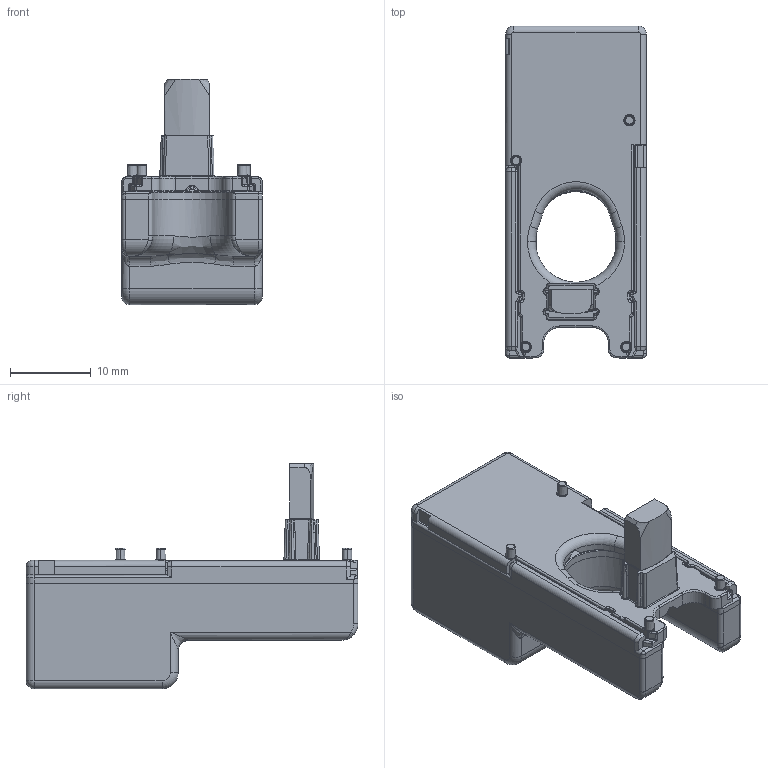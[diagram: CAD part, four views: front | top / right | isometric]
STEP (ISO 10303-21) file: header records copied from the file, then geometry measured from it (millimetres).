
FILE_DESCRIPTION (( 'STEP AP214' ), '1' );
FILE_NAME ('8880210 CMS120CA.STEP', '2016-03-17T07:21:10', ( '' ), ( '' ), 'SwSTEP 2.0', 'SolidWorks 2015', '' );
FILE_SCHEMA (( 'AUTOMOTIVE_DESIGN' ));
Length unit declared in the file: millimetre
Products named in the file (10): 8880325_8880325; 8880159_8880159; 8880180_8880180; 8880299_f〉 STEP ohne Innenteile, ohne Druck; 8880205_F〉 STEP ohne Innenteile; 8880358_8880358kurz; 8880361; 8880163_8880163; 8880155_8880155; 8880210 CMS120CA
Assembly tree (9 placements, depth 4):
  8880210 CMS120CA
    8880299_f〉 STEP ohne Innenteile, ohne Druck
      8880205_F〉 STEP ohne Innenteile
        8880155_8880155
        8880163_8880163
        8880361
        8880358_8880358kurz
    8880325_8880325
      8880180_8880180
      8880159_8880159
Bounding box: 17.4 x 41 x 27.85 mm (x, y, z)
Volume: 3287.5 mm3; surface area: 7930.5 mm2
Topology: 5 solids, 8 shells, 1857 faces, 4684 edges, 2849 vertices
Faces by surface type: plane 767, cylinder 500, bspline 370, torus 152, cone 44, sphere 24
Entity records: 74765 total; most frequent: CARTESIAN_POINT 30124, ORIENTED_EDGE 9218, DIRECTION 7861, EDGE_CURVE 4618, VERTEX_POINT 2849, LINE 2653, VECTOR 2653, AXIS2_PLACEMENT_3D 2604
